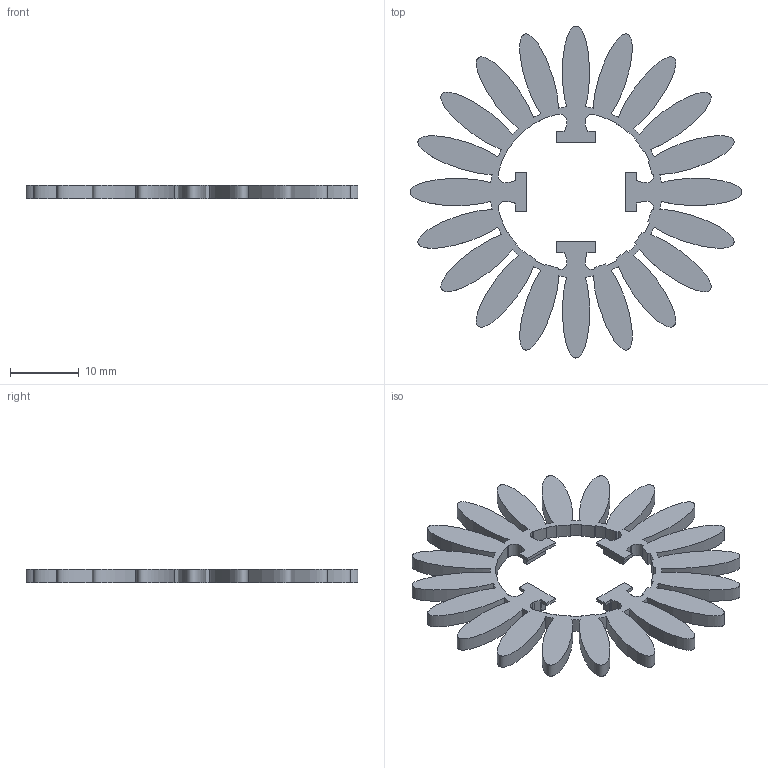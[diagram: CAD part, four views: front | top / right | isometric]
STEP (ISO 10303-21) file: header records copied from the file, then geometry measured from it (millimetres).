
FILE_DESCRIPTION(('STEP AP203'), '1');
FILE_NAME('霰甡呿 _ 祡籤恀 昉', '', ('UNSPECIFIED'), ('UNSPECIFIED'), 'C3D Converter', 'C3D Toolkit', '');
FILE_SCHEMA(('CONFIG_CONTROL_DESIGN'));
Length unit declared in the file: millimetre
Products named in the file (1): ЦВЕТОК МД
Bounding box: 48.42 x 48.42 x 2 mm (x, y, z)
Volume: 1834.4 mm3; surface area: 3129.1 mm2
Topology: 1 solids, 1 shells, 154 faces, 456 edges, 304 vertices
Faces by surface type: cylinder 66, plane 44, bspline 44
Entity records: 5810 total; most frequent: CARTESIAN_POINT 1727, ORIENTED_EDGE 912, DIRECTION 724, EDGE_CURVE 456, VERTEX_POINT 304, AXIS2_PLACEMENT_3D 245, LINE 234, VECTOR 234
